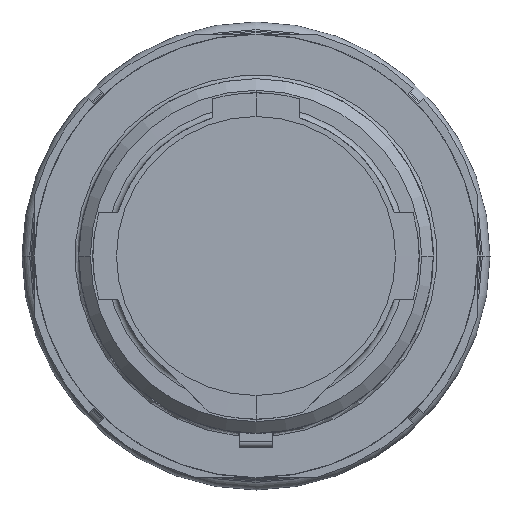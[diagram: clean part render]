
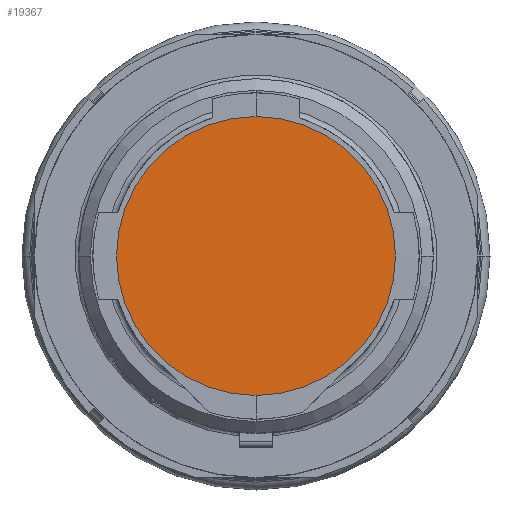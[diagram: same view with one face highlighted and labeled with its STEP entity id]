
A CAD part, front view. The second image highlights one B-rep face of the part: STEP entity #19367.
In plain terms, the highlighted planar face has unit normal (0, -1, 0).
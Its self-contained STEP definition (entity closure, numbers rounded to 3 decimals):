
#1605=CARTESIAN_POINT('',(0.,0.,0.));
#1606=DIRECTION('',(0.,-1.,0.));
#1607=DIRECTION('',(-1.,0.,0.));
#1608=AXIS2_PLACEMENT_3D('',#1605,#1606,#1607);
#1613=CARTESIAN_POINT('',(0.,0.,0.));
#1614=DIRECTION('',(0.,1.,0.));
#1615=DIRECTION('',(-1.,0.,0.));
#1616=AXIS2_PLACEMENT_3D('',#1613,#1614,#1615);
#16376=CARTESIAN_POINT('',(-11.8,0.,0.));
#16377=CARTESIAN_POINT('',(11.8,0.,0.));
#16378=VERTEX_POINT('',#16376);
#16379=VERTEX_POINT('',#16377);
#19358=CARTESIAN_POINT('',(0.,0.,0.));
#19359=DIRECTION('',(0.,-1.,0.));
#19360=DIRECTION('',(-1.,0.,0.));
#19361=AXIS2_PLACEMENT_3D('',#19358,#19359,#19360);
#19362=PLANE('',#19361);
#19363=ORIENTED_EDGE('',*,*,#19307,.F.);
#19364=ORIENTED_EDGE('',*,*,#19352,.T.);
#19365=EDGE_LOOP('',(#19363,#19364));
#19366=FACE_OUTER_BOUND('',#19365,.F.);
#19367=ADVANCED_FACE('',(#19366),#19362,.T.);
#1609=CIRCLE('',#1608,11.8);
#1617=CIRCLE('',#1616,11.8);
#19307=EDGE_CURVE('',#16378,#16379,#1609,.T.);
#19352=EDGE_CURVE('',#16378,#16379,#1617,.T.);
